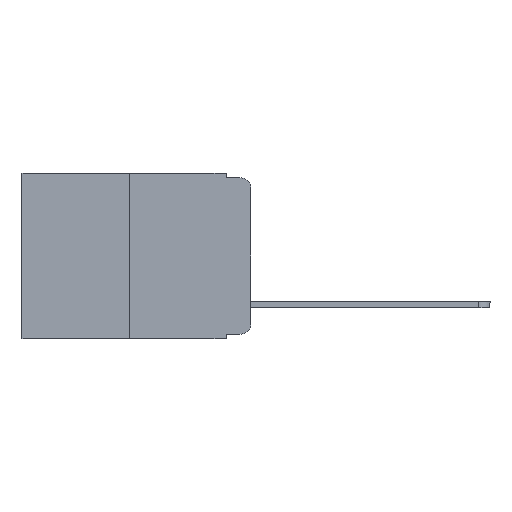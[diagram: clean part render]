
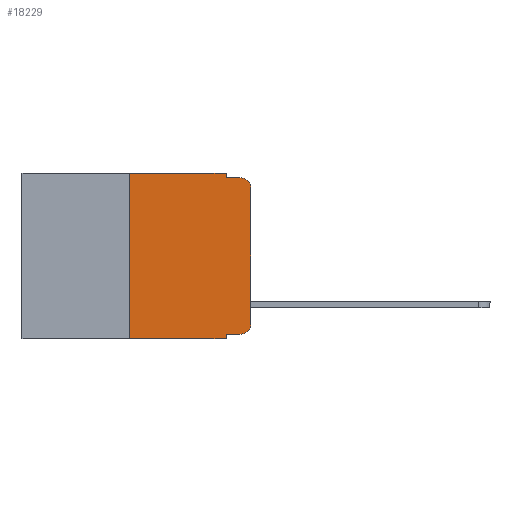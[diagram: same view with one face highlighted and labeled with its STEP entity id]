
A CAD part, left-side view. The second image highlights one B-rep face of the part: STEP entity #18229.
In plain terms, the highlighted planar face has unit normal (-1, 0, 0).
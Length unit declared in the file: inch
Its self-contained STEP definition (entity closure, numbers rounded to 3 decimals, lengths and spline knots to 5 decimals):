
#144 = VERTEX_POINT ( 'NONE', #11156 ) ;
#351 = VECTOR ( 'NONE', #8005, 39.37008 ) ;
#384 = DIRECTION ( 'NONE',  ( 0., -1., 0. ) ) ;
#487 = CARTESIAN_POINT ( 'NONE',  ( 0., 0.25, 0. ) ) ;
#637 = EDGE_CURVE ( 'NONE', #18029, #5706, #10822, .T. ) ;
#1175 = CARTESIAN_POINT ( 'NONE',  ( 0., 0.473, 0. ) ) ;
#1402 = LINE ( 'NONE', #5815, #7566 ) ;
#1417 = EDGE_LOOP ( 'NONE', ( #1645, #2769, #6645, #15751, #3170, #12439, #7745, #5049, #16634, #10876 ) ) ;
#1601 = VERTEX_POINT ( 'NONE', #11362 ) ;
#1645 = ORIENTED_EDGE ( 'NONE', *, *, #16566, .T. ) ;
#1664 = EDGE_CURVE ( 'NONE', #13226, #11462, #10981, .T. ) ;
#1682 = DIRECTION ( 'NONE',  ( 0., 0., -1. ) ) ;
#1716 = VECTOR ( 'NONE', #1682, 39.37008 ) ;
#1937 = DIRECTION ( 'NONE',  ( 0., 0., -1. ) ) ;
#2076 = VERTEX_POINT ( 'NONE', #11339 ) ;
#2243 = CIRCLE ( 'NONE', #13737, 0.02 ) ;
#2769 = ORIENTED_EDGE ( 'NONE', *, *, #17160, .T. ) ;
#2965 = CARTESIAN_POINT ( 'NONE',  ( 0., 0.02, -0.313 ) ) ;
#3170 = ORIENTED_EDGE ( 'NONE', *, *, #17070, .F. ) ;
#3405 = CARTESIAN_POINT ( 'NONE',  ( 0., 0.25, 0. ) ) ;
#3461 = EDGE_CURVE ( 'NONE', #18029, #10863, #8165, .T. ) ;
#3502 = DIRECTION ( 'NONE',  ( -1., 0., 0. ) ) ;
#4746 = VECTOR ( 'NONE', #1937, 39.37008 ) ;
#4842 = VERTEX_POINT ( 'NONE', #8110 ) ;
#5049 = ORIENTED_EDGE ( 'NONE', *, *, #637, .F. ) ;
#5427 = CARTESIAN_POINT ( 'NONE',  ( 0., 0.02, -0.333 ) ) ;
#5672 = VECTOR ( 'NONE', #384, 39.37008 ) ;
#5706 = VERTEX_POINT ( 'NONE', #8651 ) ;
#5815 = CARTESIAN_POINT ( 'NONE',  ( 0., 0., 0. ) ) ;
#6621 = EDGE_CURVE ( 'NONE', #4842, #144, #17573, .T. ) ;
#6645 = ORIENTED_EDGE ( 'NONE', *, *, #11131, .F. ) ;
#7240 = VECTOR ( 'NONE', #8704, 39.37008 ) ;
#7566 = VECTOR ( 'NONE', #13743, 39.37008 ) ;
#7728 = DIRECTION ( 'NONE',  ( 0., 0., -1. ) ) ;
#7745 = ORIENTED_EDGE ( 'NONE', *, *, #15941, .T. ) ;
#7899 = LINE ( 'NONE', #14213, #351 ) ;
#8005 = DIRECTION ( 'NONE',  ( 0., -1., 0. ) ) ;
#8103 = DIRECTION ( 'NONE',  ( 0., 0., -1. ) ) ;
#8110 = CARTESIAN_POINT ( 'NONE',  ( 0., 0.051, 0. ) ) ;
#8165 = LINE ( 'NONE', #14476, #5672 ) ;
#8651 = CARTESIAN_POINT ( 'NONE',  ( 0., 0.051, -0.343 ) ) ;
#8704 = DIRECTION ( 'NONE',  ( 0., -1., 0. ) ) ;
#8816 = VECTOR ( 'NONE', #9082, 39.37008 ) ;
#9082 = DIRECTION ( 'NONE',  ( 0., -1., 0. ) ) ;
#9166 = PLANE ( 'NONE',  #18427 ) ;
#10559 = VECTOR ( 'NONE', #13029, 39.37008 ) ;
#10822 = LINE ( 'NONE', #12380, #1716 ) ;
#10844 = LINE ( 'NONE', #16918, #8816 ) ;
#10863 = VERTEX_POINT ( 'NONE', #5427 ) ;
#10876 = ORIENTED_EDGE ( 'NONE', *, *, #11778, .T. ) ;
#10981 = LINE ( 'NONE', #487, #10559 ) ;
#11131 = EDGE_CURVE ( 'NONE', #144, #2076, #10844, .T. ) ;
#11156 = CARTESIAN_POINT ( 'NONE',  ( 0., 0.051, -0.01 ) ) ;
#11339 = CARTESIAN_POINT ( 'NONE',  ( 0., 0.02, -0.01 ) ) ;
#11362 = CARTESIAN_POINT ( 'NONE',  ( 0., 0., -0.313 ) ) ;
#11462 = VERTEX_POINT ( 'NONE', #3405 ) ;
#11778 = EDGE_CURVE ( 'NONE', #10863, #1601, #2243, .T. ) ;
#12172 = CIRCLE ( 'NONE', #13185, 0.02 ) ;
#12334 = DIRECTION ( 'NONE',  ( 0., 0., -1. ) ) ;
#12380 = CARTESIAN_POINT ( 'NONE',  ( 0., 0.051, 0. ) ) ;
#12430 = DIRECTION ( 'NONE',  ( -1., 0., 0. ) ) ;
#12439 = ORIENTED_EDGE ( 'NONE', *, *, #1664, .F. ) ;
#12616 = CARTESIAN_POINT ( 'NONE',  ( 0., 0.051, -0.333 ) ) ;
#12809 = CARTESIAN_POINT ( 'NONE',  ( 0., 0., -0.03 ) ) ;
#13029 = DIRECTION ( 'NONE',  ( 0., 0., 1. ) ) ;
#13061 = VERTEX_POINT ( 'NONE', #12809 ) ;
#13153 = CARTESIAN_POINT ( 'NONE',  ( 0., 0.051, 0. ) ) ;
#13185 = AXIS2_PLACEMENT_3D ( 'NONE', #17585, #3502, #8103 ) ;
#13226 = VERTEX_POINT ( 'NONE', #16393 ) ;
#13737 = AXIS2_PLACEMENT_3D ( 'NONE', #2965, #12430, #12334 ) ;
#13743 = DIRECTION ( 'NONE',  ( 0., 0., 1. ) ) ;
#14213 = CARTESIAN_POINT ( 'NONE',  ( 0., 0.473, 0. ) ) ;
#14476 = CARTESIAN_POINT ( 'NONE',  ( 0., 0.051, -0.333 ) ) ;
#15104 = CARTESIAN_POINT ( 'NONE',  ( 0., 0.473, -0.343 ) ) ;
#15571 = DIRECTION ( 'NONE',  ( 1., 0., 0. ) ) ;
#15751 = ORIENTED_EDGE ( 'NONE', *, *, #6621, .F. ) ;
#15941 = EDGE_CURVE ( 'NONE', #13226, #5706, #18278, .T. ) ;
#16393 = CARTESIAN_POINT ( 'NONE',  ( 0., 0.25, -0.343 ) ) ;
#16566 = EDGE_CURVE ( 'NONE', #1601, #13061, #1402, .T. ) ;
#16634 = ORIENTED_EDGE ( 'NONE', *, *, #3461, .T. ) ;
#16918 = CARTESIAN_POINT ( 'NONE',  ( 0., 0.051, -0.01 ) ) ;
#17070 = EDGE_CURVE ( 'NONE', #11462, #4842, #7899, .T. ) ;
#17160 = EDGE_CURVE ( 'NONE', #13061, #2076, #12172, .T. ) ;
#17573 = LINE ( 'NONE', #13153, #4746 ) ;
#17585 = CARTESIAN_POINT ( 'NONE',  ( 0., 0.02, -0.03 ) ) ;
#18029 = VERTEX_POINT ( 'NONE', #12616 ) ;
#18229 = ADVANCED_FACE ( 'NONE', ( #20075 ), #9166, .F. ) ;
#18278 = LINE ( 'NONE', #15104, #7240 ) ;
#18427 = AXIS2_PLACEMENT_3D ( 'NONE', #1175, #15571, #7728 ) ;
#20075 = FACE_OUTER_BOUND ( 'NONE', #1417, .T. ) ;
